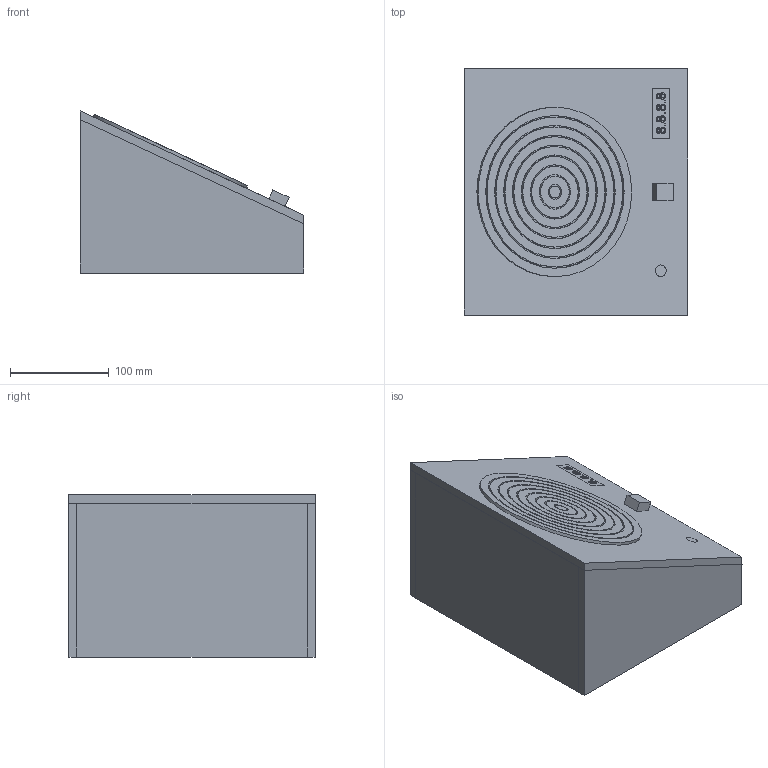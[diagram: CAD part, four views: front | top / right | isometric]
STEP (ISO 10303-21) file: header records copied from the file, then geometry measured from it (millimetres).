
FILE_DESCRIPTION(/* description */ (''),/* implementation_level */ '2;1');
FILE_NAME(/* name */ 'Catch The Light.step',/* time_stamp */ '2024-08-20T00:56:27+02:00',/* author */ (''),/* organization */ (''),/* preprocessor_version */ 'ST-DEVELOPER v20',/* originating_system */ 'Autodesk Translation Framework v13.14.0.145',/* authorisation */ '');
FILE_SCHEMA (('AUTOMOTIVE_DESIGN { 1 0 10303 214 3 1 1 }'));
Length unit declared in the file: millimetre
Products named in the file (1): Catch The Light
Bounding box: 226.58 x 250 x 164.48 mm (x, y, z)
Volume: 1572521.2 mm3; surface area: 522807.8 mm2
Topology: 18 solids, 18 shells, 272 faces, 657 edges, 438 vertices
Faces by surface type: bspline 132, plane 121, cylinder 19
Full cylindrical faces by diameter (mm): 12 x3, 15 x1, 32 x1, 35 x1, 52 x1, 55 x1, 72 x1, 75 x1, 92 x1, 95 x1, 112 x1, 115 x1, 132 x1, 135 x1, 152 x1, 155 x1, 172 x1
Entity records: 9225 total; most frequent: CARTESIAN_POINT 3612, ORIENTED_EDGE 1314, DIRECTION 713, EDGE_CURVE 657, VERTEX_POINT 438, LINE 355, VECTOR 355, EDGE_LOOP 311
